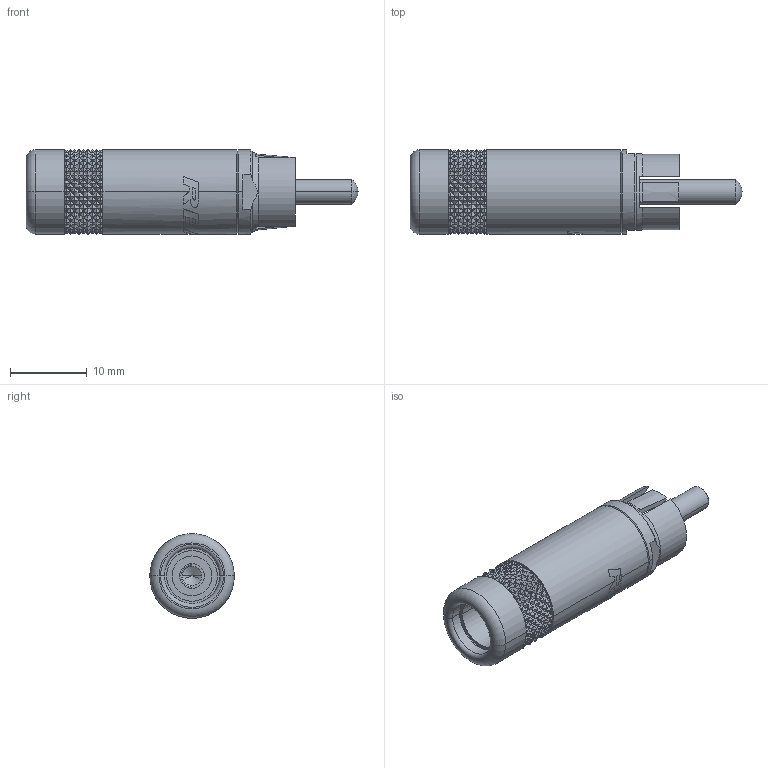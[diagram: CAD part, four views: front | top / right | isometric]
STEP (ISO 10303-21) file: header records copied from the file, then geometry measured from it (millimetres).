
FILE_DESCRIPTION((''),'2;1');
FILE_NAME('NYS352','2021-04-16T11:19:33',('lwb'),(''),'CREO PARAMETRIC BY PTC INC, 2018050','CREO PARAMETRIC BY PTC INC, 2018050','');
FILE_SCHEMA(('CONFIG_CONTROL_DESIGN'));
Length unit declared in the file: millimetre
Products named in the file (1): NYS352
Bounding box: 43.3 x 11 x 11.02 mm (x, y, z)
Volume: 1913.9 mm3; surface area: 3388.2 mm2
Topology: 1 solids, 17 shells, 1594 faces, 3296 edges, 1734 vertices
Faces by surface type: bspline 1206, cylinder 256, plane 89, cone 25, extrusion 8, torus 8, sphere 2
Entity records: 70474 total; most frequent: CARTESIAN_POINT 47142, ORIENTED_EDGE 6536, EDGE_CURVE 3292, B_SPLINE_CURVE_WITH_KNOTS 2973, VERTEX_POINT 1734, EDGE_LOOP 1612, FACE_OUTER_BOUND 1594, ADVANCED_FACE 1594
